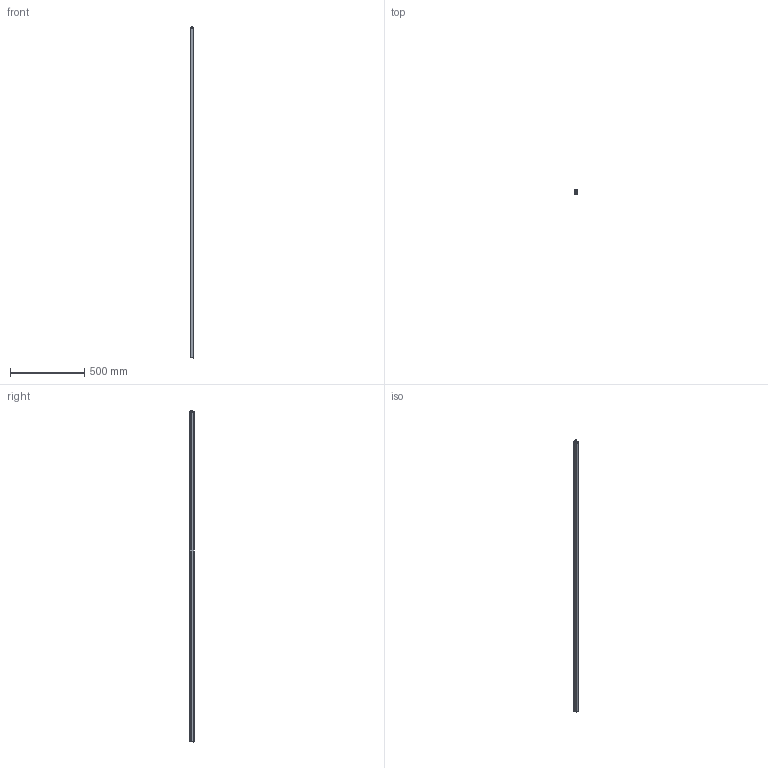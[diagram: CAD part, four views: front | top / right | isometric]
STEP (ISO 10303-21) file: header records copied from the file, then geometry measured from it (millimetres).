
FILE_DESCRIPTION((''),'2;1');
FILE_NAME('SLCT_3D-MODELL_2100_ASM','2011-01-27T',('eisy'),('Pepperl+Fuchs'),'PRO/ENGINEER BY PARAMETRIC TECHNOLOGY CORPORATION, 2009440','PRO/ENGINEER BY PARAMETRIC TECHNOLOGY CORPORATION, 2009440','');
FILE_SCHEMA(('CONFIG_CONTROL_DESIGN'));
Length unit declared in the file: millimetre
Products named in the file (12): PROFIL2100; DB002804_KAPPE_OBEN_AF0_1_AF0; DB002806_LP-HALTEWINKEL_AF0_AF0; DB002808_M12-STECKER_3_AF0; DB002807_M12-GEWINDEBUCHSE_1; DB003195_EINSATZ_HITSERT931_M3_; DB002802_KAPPE_STECKER_KOMP_AF0_ASM; KAPPE_OBEN_ASM; SCHEIBE2100; KAPPE_UNTEN; DB003346_DUMMY_STOPFEN; SLCT_3D-MODELL_2100_ASM
Assembly tree (11 placements, depth 4):
  SLCT_3D-MODELL_2100_ASM
    PROFIL2100
    KAPPE_OBEN_ASM
      DB002802_KAPPE_STECKER_KOMP_AF0_ASM
        DB002804_KAPPE_OBEN_AF0_1_AF0
        DB002806_LP-HALTEWINKEL_AF0_AF0
        DB002808_M12-STECKER_3_AF0
        DB002807_M12-GEWINDEBUCHSE_1
        DB003195_EINSATZ_HITSERT931_M3_
    SCHEIBE2100
    KAPPE_UNTEN
    DB003346_DUMMY_STOPFEN
Bounding box: 20 x 29.4 x 2234.4 mm (x, y, z)
Volume: 1222455.1 mm3; surface area: 341743.7 mm2
Topology: 9 solids, 9 shells, 499 faces, 1263 edges, 773 vertices
Faces by surface type: cylinder 208, plane 147, bspline 86, cone 25, sphere 18, torus 15
Entity records: 24275 total; most frequent: CARTESIAN_POINT 8965, ORIENTED_EDGE 2494, DIRECTION 2219, EDGE_CURVE 1247, PRESENTATION_STYLE_ASSIGNMENT 1230, STYLED_ITEM 1230, CURVE_STYLE 1223, AXIS2_PLACEMENT_3D 807
